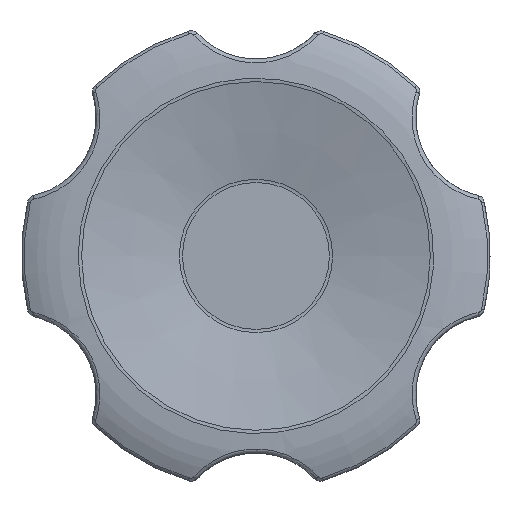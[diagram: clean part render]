
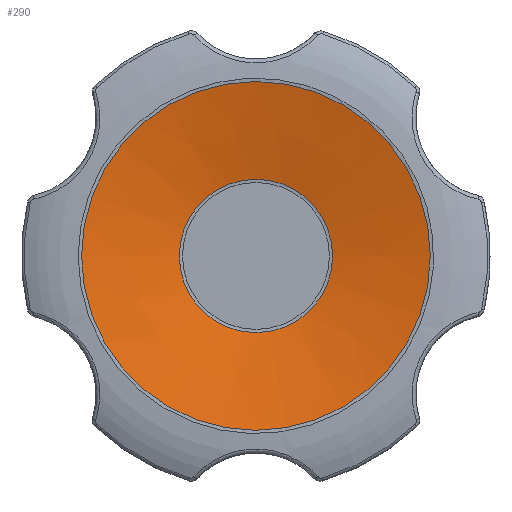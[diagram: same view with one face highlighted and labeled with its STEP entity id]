
A CAD part, top view. The second image highlights one B-rep face of the part: STEP entity #290.
In plain terms, the highlighted conical face has half-angle 76.908 degrees and reference radius 18.75 mm.
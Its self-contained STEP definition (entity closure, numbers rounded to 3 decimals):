
#290 = ADVANCED_FACE( '', ( #595, #596 ), #597, .F. );
#595 = FACE_BOUND( '', #5588, .T. );
#596 = FACE_OUTER_BOUND( '', #5589, .T. );
#597 = CONICAL_SURFACE( '', #5590, 18.75, 1.342 );
#5588 = EDGE_LOOP( '', ( #6418 ) );
#5589 = EDGE_LOOP( '', ( #6419 ) );
#5590 = AXIS2_PLACEMENT_3D( '', #6420, #6421, #6422 );
#6418 = ORIENTED_EDGE( '', *, *, #6483, .T. );
#6419 = ORIENTED_EDGE( '', *, *, #6677, .T. );
#6420 = CARTESIAN_POINT( '', ( 0., 0., 32. ) );
#6421 = DIRECTION( '', ( 0., 0., 1. ) );
#6422 = DIRECTION( '', ( 1., 0., 0. ) );
#6483 = EDGE_CURVE( '', #6783, #6783, #6784, .F. );
#6677 = EDGE_CURVE( '', #7064, #7064, #7065, .F. );
#6783 = VERTEX_POINT( '', #7354 );
#6784 = CIRCLE( '', #7355, 8.168 );
#7064 = VERTEX_POINT( '', #10031 );
#7065 = CIRCLE( '', #10032, 18.578 );
#7354 = CARTESIAN_POINT( '', ( 8.168, 0., 29.539 ) );
#7355 = AXIS2_PLACEMENT_3D( '', #10282, #10283, #10284 );
#10031 = CARTESIAN_POINT( '', ( -18.578, 0., 31.96 ) );
#10032 = AXIS2_PLACEMENT_3D( '', #10488, #10489, #10490 );
#10282 = CARTESIAN_POINT( '', ( 0., 0., 29.539 ) );
#10283 = DIRECTION( '', ( 0., 0., 1. ) );
#10284 = DIRECTION( '', ( 1., 0., 0. ) );
#10488 = CARTESIAN_POINT( '', ( 0., 0., 31.96 ) );
#10489 = DIRECTION( '', ( 0., 0., -1. ) );
#10490 = DIRECTION( '', ( -1., 0., 0. ) );
